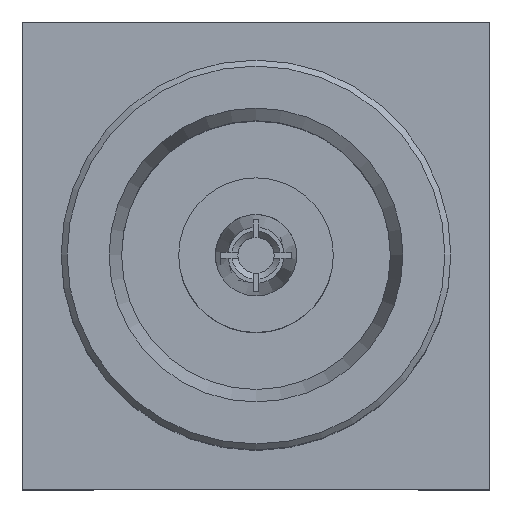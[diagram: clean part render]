
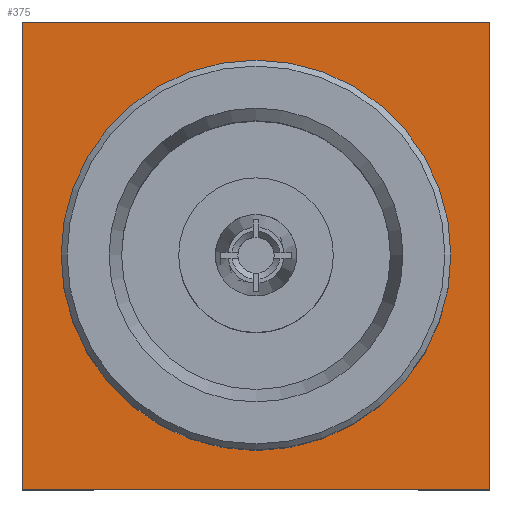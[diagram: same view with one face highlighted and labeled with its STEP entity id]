
A CAD part, top view. The second image highlights one B-rep face of the part: STEP entity #375.
In plain terms, the highlighted planar face has unit normal (0, 0, 1).
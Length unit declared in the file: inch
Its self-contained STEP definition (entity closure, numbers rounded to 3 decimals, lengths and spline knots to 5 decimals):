
#39 = DIRECTION ( 'NONE',  ( 0., -1., 0. ) ) ;
#98 = AXIS2_PLACEMENT_3D ( 'NONE', #1362, #494, #1713 ) ;
#125 = EDGE_LOOP ( 'NONE', ( #1103, #526, #1557, #1115 ) ) ;
#219 = EDGE_CURVE ( 'NONE', #1199, #1127, #1803, .T. ) ;
#255 = AXIS2_PLACEMENT_3D ( 'NONE', #1081, #594, #39 ) ;
#285 = VERTEX_POINT ( 'NONE', #1558 ) ;
#375 = ADVANCED_FACE ( 'NONE', ( #2104, #1261 ), #1940, .F. ) ;
#396 = VERTEX_POINT ( 'NONE', #911 ) ;
#409 = DIRECTION ( 'NONE',  ( 0., -1., 0. ) ) ;
#494 = DIRECTION ( 'NONE',  ( 0., 0., 1. ) ) ;
#509 = CARTESIAN_POINT ( 'NONE',  ( 0.118, -0.118, 0. ) ) ;
#526 = ORIENTED_EDGE ( 'NONE', *, *, #219, .T. ) ;
#544 = EDGE_CURVE ( 'NONE', #396, #285, #1992, .T. ) ;
#594 = DIRECTION ( 'NONE',  ( 0., 0., -1. ) ) ;
#633 = DIRECTION ( 'NONE',  ( -1., 0., 0. ) ) ;
#805 = VECTOR ( 'NONE', #633, 39.37008 ) ;
#892 = CARTESIAN_POINT ( 'NONE',  ( -0.118, 0.118, 0. ) ) ;
#898 = CARTESIAN_POINT ( 'NONE',  ( -0.118, -0.118, 0. ) ) ;
#911 = CARTESIAN_POINT ( 'NONE',  ( -0.118, -0.118, 0. ) ) ;
#959 = CARTESIAN_POINT ( 'NONE',  ( -0.118, 0.118, 0. ) ) ;
#979 = DIRECTION ( 'NONE',  ( 1., 0., 0. ) ) ;
#997 = CIRCLE ( 'NONE', #98, 0.09843 ) ;
#1000 = VERTEX_POINT ( 'NONE', #1680 ) ;
#1081 = CARTESIAN_POINT ( 'NONE',  ( 0., 0., 0. ) ) ;
#1103 = ORIENTED_EDGE ( 'NONE', *, *, #1359, .T. ) ;
#1115 = ORIENTED_EDGE ( 'NONE', *, *, #544, .T. ) ;
#1127 = VERTEX_POINT ( 'NONE', #892 ) ;
#1132 = VECTOR ( 'NONE', #979, 39.37008 ) ;
#1181 = DIRECTION ( 'NONE',  ( 0., 1., 0. ) ) ;
#1199 = VERTEX_POINT ( 'NONE', #1340 ) ;
#1237 = LINE ( 'NONE', #898, #1639 ) ;
#1261 = FACE_OUTER_BOUND ( 'NONE', #125, .T. ) ;
#1293 = CARTESIAN_POINT ( 'NONE',  ( -0.118, -0.118, 0. ) ) ;
#1340 = CARTESIAN_POINT ( 'NONE',  ( 0.118, 0.118, 0. ) ) ;
#1359 = EDGE_CURVE ( 'NONE', #285, #1199, #1726, .T. ) ;
#1362 = CARTESIAN_POINT ( 'NONE',  ( 0., 0., 0. ) ) ;
#1557 = ORIENTED_EDGE ( 'NONE', *, *, #1859, .T. ) ;
#1558 = CARTESIAN_POINT ( 'NONE',  ( 0.118, -0.118, 0. ) ) ;
#1639 = VECTOR ( 'NONE', #409, 39.37008 ) ;
#1680 = CARTESIAN_POINT ( 'NONE',  ( -0.09843, 0., 0. ) ) ;
#1713 = DIRECTION ( 'NONE',  ( -1., 0., 0. ) ) ;
#1726 = LINE ( 'NONE', #509, #1956 ) ;
#1734 = EDGE_CURVE ( 'NONE', #1000, #1000, #997, .T. ) ;
#1803 = LINE ( 'NONE', #959, #805 ) ;
#1859 = EDGE_CURVE ( 'NONE', #1127, #396, #1237, .T. ) ;
#1940 = PLANE ( 'NONE',  #255 ) ;
#1956 = VECTOR ( 'NONE', #1181, 39.37008 ) ;
#1992 = LINE ( 'NONE', #1293, #1132 ) ;
#2046 = EDGE_LOOP ( 'NONE', ( #2139 ) ) ;
#2104 = FACE_BOUND ( 'NONE', #2046, .T. ) ;
#2139 = ORIENTED_EDGE ( 'NONE', *, *, #1734, .F. ) ;
